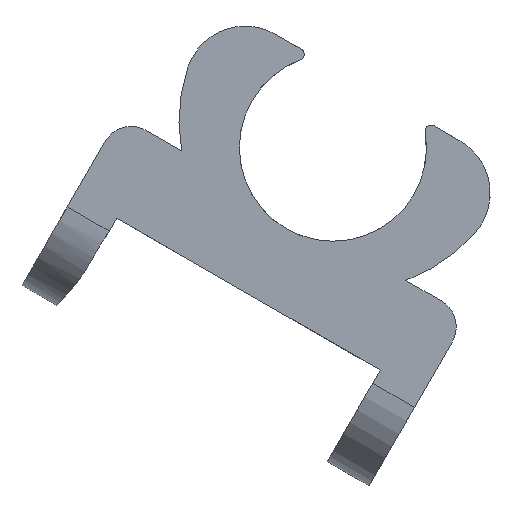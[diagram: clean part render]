
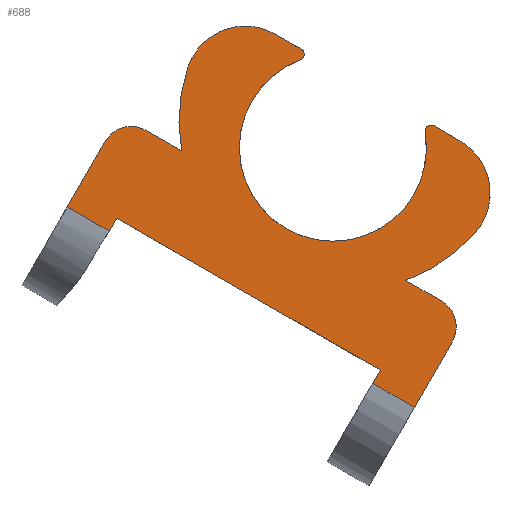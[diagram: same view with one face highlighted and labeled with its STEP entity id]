
A CAD part, front view. The second image highlights one B-rep face of the part: STEP entity #688.
In plain terms, the highlighted planar face has unit normal (0, -1, 0).
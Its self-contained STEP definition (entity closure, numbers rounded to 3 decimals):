
#16=PLANE('',#755);
#42=FACE_OUTER_BOUND('',#79,.T.);
#79=EDGE_LOOP('',(#496,#497,#498,#499,#500,#501,#502,#503,#504,#505,#506,
#507,#508,#509,#510,#511,#512,#513,#514,#515));
#125=CIRCLE('',#738,0.2);
#126=CIRCLE('',#740,3.1);
#130=CIRCLE('',#748,0.2);
#135=CIRCLE('',#756,2.);
#136=CIRCLE('',#757,5.6);
#137=CIRCLE('',#758,1.);
#138=CIRCLE('',#759,1.);
#139=CIRCLE('',#760,5.6);
#140=CIRCLE('',#761,2.);
#168=LINE('',#1249,#224);
#169=LINE('',#1255,#225);
#170=LINE('',#1259,#226);
#171=LINE('',#1261,#227);
#172=LINE('',#1263,#228);
#173=LINE('',#1265,#229);
#174=LINE('',#1267,#230);
#175=LINE('',#1269,#231);
#176=LINE('',#1271,#232);
#177=LINE('',#1275,#233);
#178=LINE('',#1280,#234);
#224=VECTOR('',#871,10.);
#225=VECTOR('',#876,10.);
#226=VECTOR('',#879,10.);
#227=VECTOR('',#880,10.);
#228=VECTOR('',#881,10.);
#229=VECTOR('',#882,10.);
#230=VECTOR('',#883,10.);
#231=VECTOR('',#884,10.);
#232=VECTOR('',#885,10.);
#233=VECTOR('',#888,10.);
#234=VECTOR('',#893,10.);
#282=VERTEX_POINT('',#1209);
#283=VERTEX_POINT('',#1210);
#284=VERTEX_POINT('',#1215);
#289=VERTEX_POINT('',#1233);
#293=VERTEX_POINT('',#1248);
#294=VERTEX_POINT('',#1250);
#295=VERTEX_POINT('',#1252);
#296=VERTEX_POINT('',#1254);
#297=VERTEX_POINT('',#1256);
#298=VERTEX_POINT('',#1258);
#299=VERTEX_POINT('',#1260);
#300=VERTEX_POINT('',#1262);
#301=VERTEX_POINT('',#1264);
#302=VERTEX_POINT('',#1266);
#303=VERTEX_POINT('',#1268);
#304=VERTEX_POINT('',#1270);
#305=VERTEX_POINT('',#1272);
#306=VERTEX_POINT('',#1274);
#307=VERTEX_POINT('',#1276);
#308=VERTEX_POINT('',#1278);
#354=EDGE_CURVE('',#282,#283,#125,.T.);
#358=EDGE_CURVE('',#282,#284,#126,.T.);
#366=EDGE_CURVE('',#289,#284,#130,.T.);
#374=EDGE_CURVE('',#289,#293,#168,.T.);
#375=EDGE_CURVE('',#294,#293,#135,.T.);
#376=EDGE_CURVE('',#294,#295,#136,.T.);
#377=EDGE_CURVE('',#296,#295,#169,.T.);
#378=EDGE_CURVE('',#297,#296,#137,.T.);
#379=EDGE_CURVE('',#298,#297,#170,.T.);
#380=EDGE_CURVE('',#299,#298,#171,.T.);
#381=EDGE_CURVE('',#300,#299,#172,.T.);
#382=EDGE_CURVE('',#301,#300,#173,.T.);
#383=EDGE_CURVE('',#301,#302,#174,.T.);
#384=EDGE_CURVE('',#303,#302,#175,.T.);
#385=EDGE_CURVE('',#303,#304,#176,.T.);
#386=EDGE_CURVE('',#305,#304,#138,.T.);
#387=EDGE_CURVE('',#306,#305,#177,.T.);
#388=EDGE_CURVE('',#306,#307,#139,.T.);
#389=EDGE_CURVE('',#308,#307,#140,.T.);
#390=EDGE_CURVE('',#308,#283,#178,.T.);
#496=ORIENTED_EDGE('',*,*,#354,.F.);
#497=ORIENTED_EDGE('',*,*,#358,.T.);
#498=ORIENTED_EDGE('',*,*,#366,.F.);
#499=ORIENTED_EDGE('',*,*,#374,.T.);
#500=ORIENTED_EDGE('',*,*,#375,.F.);
#501=ORIENTED_EDGE('',*,*,#376,.T.);
#502=ORIENTED_EDGE('',*,*,#377,.F.);
#503=ORIENTED_EDGE('',*,*,#378,.F.);
#504=ORIENTED_EDGE('',*,*,#379,.F.);
#505=ORIENTED_EDGE('',*,*,#380,.F.);
#506=ORIENTED_EDGE('',*,*,#381,.F.);
#507=ORIENTED_EDGE('',*,*,#382,.F.);
#508=ORIENTED_EDGE('',*,*,#383,.T.);
#509=ORIENTED_EDGE('',*,*,#384,.F.);
#510=ORIENTED_EDGE('',*,*,#385,.T.);
#511=ORIENTED_EDGE('',*,*,#386,.F.);
#512=ORIENTED_EDGE('',*,*,#387,.F.);
#513=ORIENTED_EDGE('',*,*,#388,.T.);
#514=ORIENTED_EDGE('',*,*,#389,.F.);
#515=ORIENTED_EDGE('',*,*,#390,.T.);
#688=ADVANCED_FACE('',(#42),#16,.F.);
#738=AXIS2_PLACEMENT_3D('',#1211,#825,#826);
#740=AXIS2_PLACEMENT_3D('',#1217,#832,#833);
#748=AXIS2_PLACEMENT_3D('',#1234,#852,#853);
#755=AXIS2_PLACEMENT_3D('',#1247,#869,#870);
#756=AXIS2_PLACEMENT_3D('',#1251,#872,#873);
#757=AXIS2_PLACEMENT_3D('',#1253,#874,#875);
#758=AXIS2_PLACEMENT_3D('',#1257,#877,#878);
#759=AXIS2_PLACEMENT_3D('',#1273,#886,#887);
#760=AXIS2_PLACEMENT_3D('',#1277,#889,#890);
#761=AXIS2_PLACEMENT_3D('',#1279,#891,#892);
#825=DIRECTION('center_axis',(0.,1.,0.));
#826=DIRECTION('ref_axis',(-0.57,0.,0.822));
#832=DIRECTION('center_axis',(0.,1.,0.));
#833=DIRECTION('ref_axis',(-1.,0.,0.));
#852=DIRECTION('center_axis',(0.,1.,0.));
#853=DIRECTION('ref_axis',(0.997,0.,-0.083));
#869=DIRECTION('center_axis',(0.,1.,0.));
#870=DIRECTION('ref_axis',(-1.,0.,0.));
#871=DIRECTION('',(-0.866,0.,0.5));
#872=DIRECTION('center_axis',(0.,1.,0.));
#873=DIRECTION('ref_axis',(-0.352,0.,0.936));
#874=DIRECTION('center_axis',(0.,-1.,0.));
#875=DIRECTION('ref_axis',(-1.,0.,0.));
#876=DIRECTION('',(0.866,0.,-0.5));
#877=DIRECTION('center_axis',(0.,1.,0.));
#878=DIRECTION('ref_axis',(-0.259,0.,0.966));
#879=DIRECTION('',(0.5,0.,0.866));
#880=DIRECTION('',(-0.866,0.,0.5));
#881=DIRECTION('',(-0.5,0.,-0.866));
#882=DIRECTION('',(-0.866,0.,0.5));
#883=DIRECTION('',(-0.5,0.,-0.866));
#884=DIRECTION('',(-0.866,0.,0.5));
#885=DIRECTION('',(0.5,0.,0.866));
#886=DIRECTION('center_axis',(0.,1.,0.));
#887=DIRECTION('ref_axis',(0.966,0.,0.259));
#888=DIRECTION('',(0.866,0.,-0.5));
#889=DIRECTION('center_axis',(0.,-1.,0.));
#890=DIRECTION('ref_axis',(-1.,0.,0.));
#891=DIRECTION('center_axis',(0.,1.,0.));
#892=DIRECTION('ref_axis',(0.987,0.,0.163));
#893=DIRECTION('',(-0.866,0.,0.5));
#1209=CARTESIAN_POINT('',(96.322,48.503,35.929));
#1210=CARTESIAN_POINT('',(96.619,48.503,36.136));
#1211=CARTESIAN_POINT('Origin',(96.519,48.503,35.963));
#1215=CARTESIAN_POINT('',(92.18,48.503,38.321));
#1217=CARTESIAN_POINT('Origin',(93.264,48.503,35.417));
#1233=CARTESIAN_POINT('',(92.21,48.503,38.681));
#1234=CARTESIAN_POINT('Origin',(92.11,48.503,38.508));
#1247=CARTESIAN_POINT('Origin',(89.817,48.503,36.216));
#1248=CARTESIAN_POINT('',(91.356,48.503,39.174));
#1249=CARTESIAN_POINT('',(94.414,48.503,37.409));
#1250=CARTESIAN_POINT('',(88.463,48.503,38.086));
#1251=CARTESIAN_POINT('Origin',(90.356,48.503,37.442));
#1252=CARTESIAN_POINT('',(88.249,48.503,35.31));
#1253=CARTESIAN_POINT('Origin',(93.764,48.503,36.283));
#1254=CARTESIAN_POINT('',(87.08,48.503,35.985));
#1255=CARTESIAN_POINT('',(97.714,48.503,29.845));
#1256=CARTESIAN_POINT('',(85.714,48.503,35.619));
#1257=CARTESIAN_POINT('Origin',(86.58,48.503,35.119));
#1258=CARTESIAN_POINT('',(84.464,48.503,33.454));
#1259=CARTESIAN_POINT('',(84.714,48.503,33.887));
#1260=CARTESIAN_POINT('',(85.85,48.503,32.654));
#1261=CARTESIAN_POINT('',(86.22,48.503,32.44));
#1262=CARTESIAN_POINT('',(86.1,48.503,33.087));
#1263=CARTESIAN_POINT('',(87.6,48.503,35.685));
#1264=CARTESIAN_POINT('',(94.829,48.503,28.047));
#1265=CARTESIAN_POINT('',(96.214,48.503,27.247));
#1266=CARTESIAN_POINT('',(94.579,48.503,27.614));
#1267=CARTESIAN_POINT('',(96.329,48.503,30.645));
#1268=CARTESIAN_POINT('',(95.964,48.503,26.814));
#1269=CARTESIAN_POINT('',(86.22,48.503,32.44));
#1270=CARTESIAN_POINT('',(97.214,48.503,28.979));
#1271=CARTESIAN_POINT('',(96.214,48.503,27.247));
#1272=CARTESIAN_POINT('',(96.848,48.503,30.345));
#1273=CARTESIAN_POINT('Origin',(96.348,48.503,29.479));
#1274=CARTESIAN_POINT('',(95.679,48.503,31.02));
#1275=CARTESIAN_POINT('',(97.714,48.503,29.845));
#1276=CARTESIAN_POINT('',(97.977,48.503,32.593));
#1277=CARTESIAN_POINT('Origin',(93.764,48.503,36.283));
#1278=CARTESIAN_POINT('',(97.472,48.503,35.643));
#1279=CARTESIAN_POINT('Origin',(96.472,48.503,33.911));
#1280=CARTESIAN_POINT('',(94.68,48.503,37.255));
